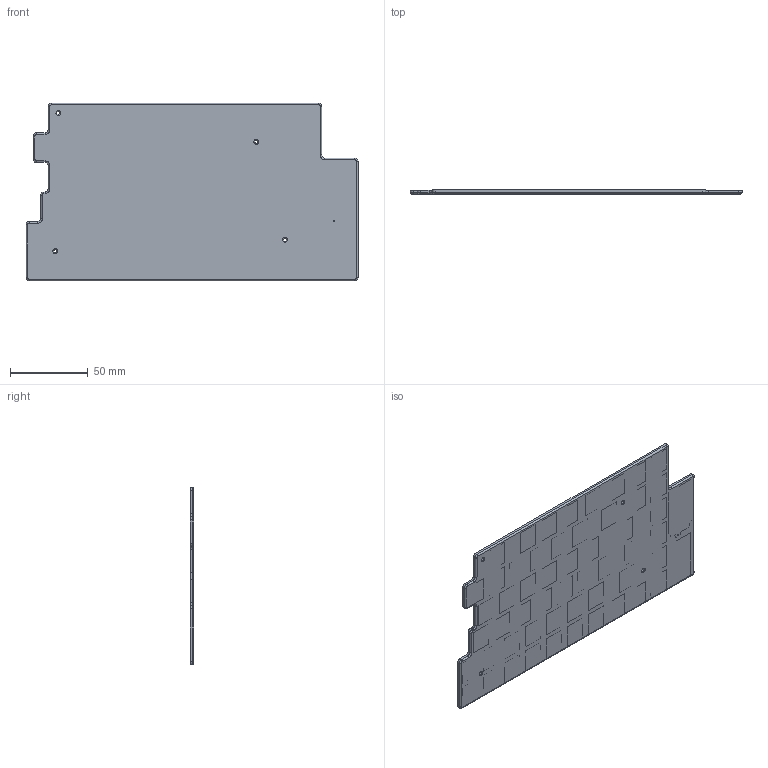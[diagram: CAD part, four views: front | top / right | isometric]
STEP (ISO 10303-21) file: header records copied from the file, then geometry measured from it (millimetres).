
FILE_DESCRIPTION(/* description */ ('Alibre Inc.'),/* implementation_level */ '2;1');
FILE_NAME(/* name */ 'export-C924FA46-B7E3-4B1C-9986-62CC5B986719',/* time_stamp */ '2025-05-09T12:04:24+09:00',/* author */ (''),/* organization */ (''),/* preprocessor_version */ 'ST-DEVELOPER v17',/* originating_system */ 'Alibre',/* authorisation */ '');
FILE_SCHEMA (('CONFIG_CONTROL_DESIGN'));
Length unit declared in the file: centimetre
Bounding box: 213.92 x 2.4 x 114.3 mm (x, y, z)
Volume: 28080.2 mm3; surface area: 53731.1 mm2
Topology: 1 solids, 1 shells, 354 faces, 863 edges, 566 vertices
Faces by surface type: plane 299, cylinder 37, torus 14, cone 4
Full cylindrical faces by diameter (mm): 1 x1, 2.2 x4
Entity records: 9926 total; most frequent: CARTESIAN_POINT 1766, ORIENTED_EDGE 1700, DIRECTION 1337, EDGE_CURVE 850, VECTOR 758, LINE 758, VERTEX_POINT 562, AXIS2_PLACEMENT_3D 446
